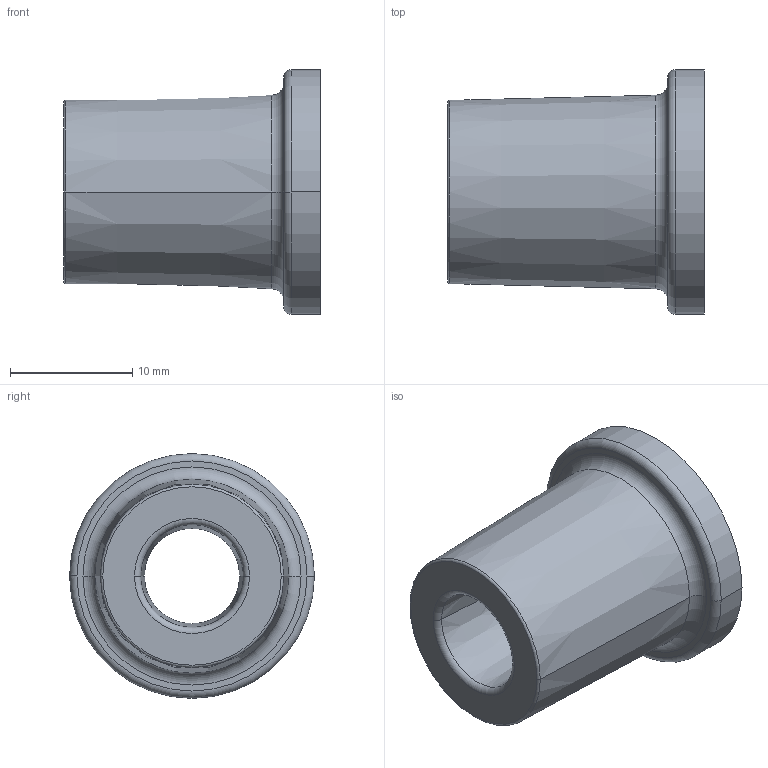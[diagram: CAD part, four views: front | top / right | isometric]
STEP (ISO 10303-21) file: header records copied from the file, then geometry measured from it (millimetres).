
FILE_DESCRIPTION (( 'STEP AP203' ), '1' );
FILE_NAME ('ISO 5356 M15 F8,5.STEP', '2020-03-25T04:39:29', ( '' ), ( '' ), 'SwSTEP 2.0', 'SolidWorks 2018', '' );
FILE_SCHEMA (( 'CONFIG_CONTROL_DESIGN' ));
Length unit declared in the file: millimetre
Products named in the file (1): ISO 5356 M15 F8,5
Bounding box: 21 x 20 x 20 mm (x, y, z)
Volume: 3064.2 mm3; surface area: 2003.9 mm2
Topology: 1 solids, 1 shells, 23 faces, 46 edges, 26 vertices
Faces by surface type: torus 10, cone 6, cylinder 4, plane 3
Entity records: 685 total; most frequent: DIRECTION 130, CARTESIAN_POINT 96, ORIENTED_EDGE 92, AXIS2_PLACEMENT_3D 60, EDGE_CURVE 46, CIRCLE 36, VERTEX_POINT 26, EDGE_LOOP 26
